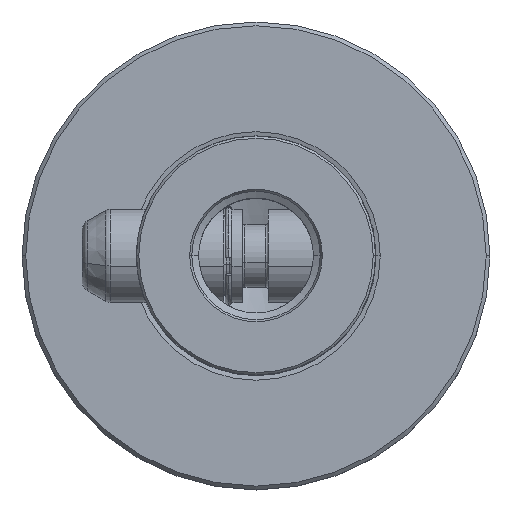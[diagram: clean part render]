
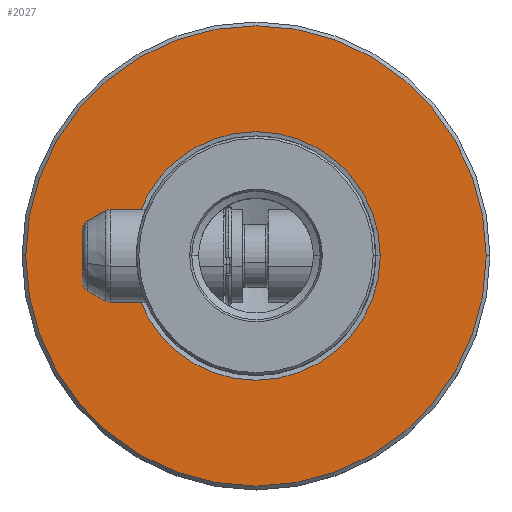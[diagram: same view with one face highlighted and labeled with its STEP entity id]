
A CAD part, top view. The second image highlights one B-rep face of the part: STEP entity #2027.
In plain terms, the highlighted planar face has unit normal (0, 0, 1).
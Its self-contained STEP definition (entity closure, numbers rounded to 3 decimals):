
#927=VERTEX_POINT('NONE',#2566);
#1079=VERTEX_POINT('NONE',#2736);
#1097=EDGE_CURVE('NONE',#1371,#927,#2754,.T.);
#1153=EDGE_CURVE('NONE',#1275,#1079,#2817,.T.);
#1275=VERTEX_POINT('NONE',#2951);
#1371=VERTEX_POINT('NONE',#3060);
#1461=EDGE_CURVE('NONE',#1079,#1275,#3162,.T.);
#2027=ADVANCED_FACE('NONE',(#3804,#3805),#3806,.T.);
#2383=EDGE_CURVE('NONE',#927,#1371,#4199,.T.);
#2566=CARTESIAN_POINT('',(23.899,0.0,0.0));
#2736=CARTESIAN_POINT('',(44.275,0.,0.0));
#2754=CIRCLE('',#5023,23.899);
#2817=CIRCLE('',#5112,44.275);
#2951=CARTESIAN_POINT('',(-44.275,0.0,0.0));
#3060=CARTESIAN_POINT('',(-23.899,0.,0.0));
#3162=CIRCLE('',#5732,44.275);
#3804=FACE_OUTER_BOUND('',#6650,.T.);
#3805=FACE_BOUND('',#6651,.T.);
#3806=PLANE('',#6652);
#4199=CIRCLE('',#7352,23.899);
#5023=AXIS2_PLACEMENT_3D('',#7811,#7812,#7813);
#5112=AXIS2_PLACEMENT_3D('',#7880,#7881,#7882);
#5732=AXIS2_PLACEMENT_3D('',#8321,#8322,#8323);
#6650=EDGE_LOOP('',(#9206,#9207));
#6651=EDGE_LOOP('',(#9208,#9209));
#6652=AXIS2_PLACEMENT_3D('',#9210,#9211,#9212);
#7352=AXIS2_PLACEMENT_3D('',#9665,#9666,#9667);
#7811=CARTESIAN_POINT('',(0.0,0.0,0.0));
#7812=DIRECTION('',(0.0,0.0,1.0));
#7813=DIRECTION('',(1.0,0.0,0.0));
#7880=CARTESIAN_POINT('',(0.0,0.0,0.0));
#7881=DIRECTION('',(0.0,0.0,1.0));
#7882=DIRECTION('',(1.0,0.0,0.0));
#8321=CARTESIAN_POINT('',(0.0,0.0,0.0));
#8322=DIRECTION('',(0.0,0.0,1.0));
#8323=DIRECTION('',(1.0,0.0,0.0));
#9206=ORIENTED_EDGE('',*,*,#1153,.T.);
#9207=ORIENTED_EDGE('',*,*,#1461,.T.);
#9208=ORIENTED_EDGE('',*,*,#2383,.F.);
#9209=ORIENTED_EDGE('',*,*,#1097,.F.);
#9210=CARTESIAN_POINT('',(0.0,23.0,0.0));
#9211=DIRECTION('',(0.0,0.0,1.0));
#9212=DIRECTION('',(1.0,0.0,0.0));
#9665=CARTESIAN_POINT('',(0.0,0.0,0.0));
#9666=DIRECTION('',(0.0,0.0,1.0));
#9667=DIRECTION('',(1.0,0.0,0.0));
